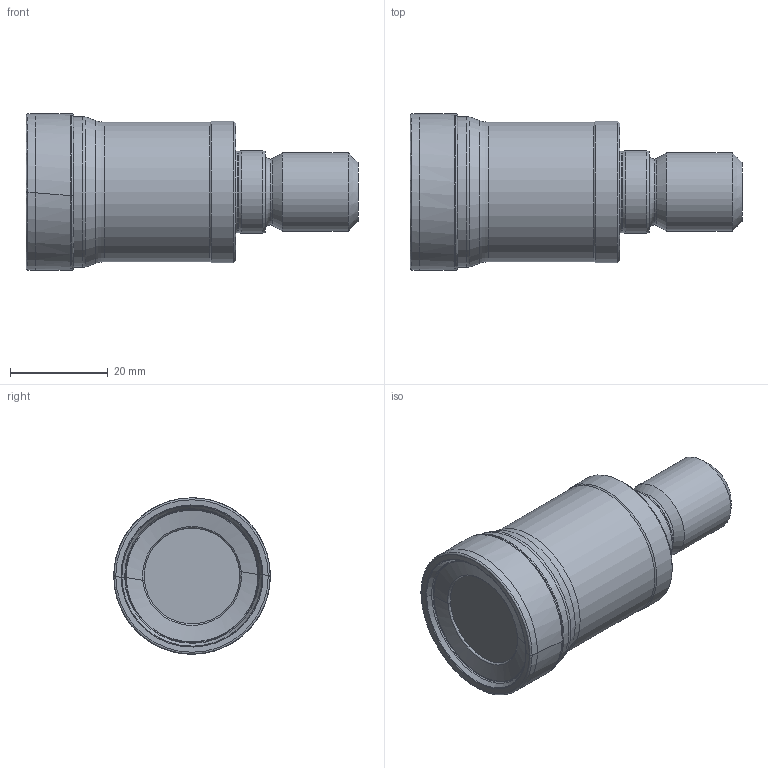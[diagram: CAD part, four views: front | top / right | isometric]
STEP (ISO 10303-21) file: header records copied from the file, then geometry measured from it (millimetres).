
FILE_DESCRIPTION(/* description */ (''),/* implementation_level */ '2;1');
FILE_NAME(/* name */ 'AEM90.00-RT10-D32-M16-L43-Z05-H.stp',/* time_stamp */ '2023-10-19T14:05:37+03:00',/* author */ (''),/* organization */ (''),/* preprocessor_version */ 'ST-DEVELOPER v19.4',/* originating_system */ 'SIEMENS PLM Software NX2306.5001',/* authorisation */ '');
FILE_SCHEMA (('AUTOMOTIVE_DESIGN { 1 0 10303 214 3 1 1 1 }'));
Length unit declared in the file: millimetre
Products named in the file (1): AEM90.00-RT10-D32-M16-L43-Z05-H-LIGHT_x_t_objects
Bounding box: 67.94 x 32.03 x 32.03 mm (x, y, z)
Volume: 37249.2 mm3; surface area: 9251.6 mm2
Topology: 2 solids, 2 shells, 77 faces, 148 edges, 76 vertices
Faces by surface type: bspline 48, cone 10, torus 7, cylinder 7, plane 5
Full cylindrical faces by diameter (mm): 13.5 x1, 16 x1, 16.6 x1, 17 x1, 28.6 x1, 29 x1, 30.9 x1
Entity records: 2392 total; most frequent: CARTESIAN_POINT 1034, DIRECTION 276, ORIENTED_EDGE 248, AXIS2_PLACEMENT_3D 126, EDGE_CURVE 124, EDGE_LOOP 104, ADVANCED_FACE 77, CIRCLE 76
